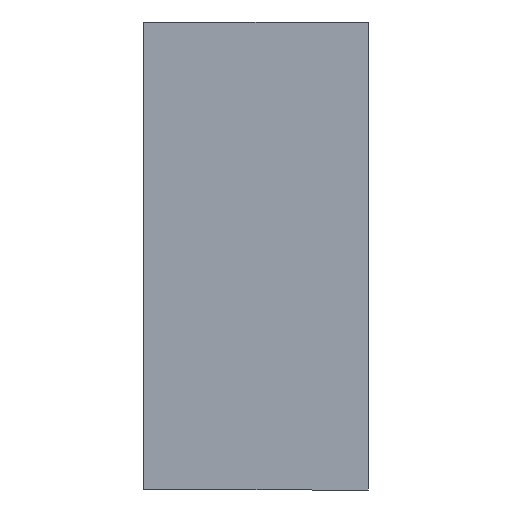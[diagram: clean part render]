
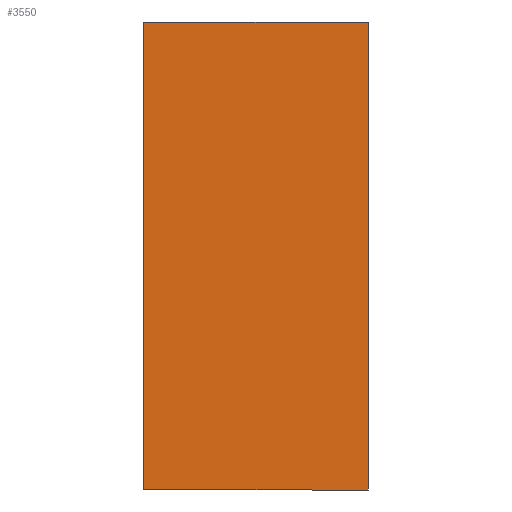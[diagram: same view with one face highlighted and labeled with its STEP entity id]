
A CAD part, front view. The second image highlights one B-rep face of the part: STEP entity #3550.
In plain terms, the highlighted face is planar.
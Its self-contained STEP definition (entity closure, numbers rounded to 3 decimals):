
#1350=CARTESIAN_POINT('',(-81.,0.,-28.));
#1360=VERTEX_POINT('',#1350);
#1390=CARTESIAN_POINT('',(-81.,0.,0.));
#1400=DIRECTION('',(0.,0.,-1.));
#1410=VECTOR('',#1400,1.);
#1420=LINE('',#1390,#1410);
#1430=CARTESIAN_POINT('',(-81.,0.,20.));
#1440=VERTEX_POINT('',#1430);
#1450=EDGE_CURVE('',#1440,#1360,#1420,.T.);
#1890=CARTESIAN_POINT('',(19.,0.,20.));
#1900=VERTEX_POINT('',#1890);
#1930=CARTESIAN_POINT('',(19.,0.,0.));
#1940=DIRECTION('',(0.,0.,-1.));
#1950=VECTOR('',#1940,1.);
#1960=LINE('',#1930,#1950);
#1970=CARTESIAN_POINT('',(19.,0.,-28.));
#1980=VERTEX_POINT('',#1970);
#1990=EDGE_CURVE('',#1900,#1980,#1960,.T.);
#3220=CARTESIAN_POINT('',(0.,0.,20.));
#3230=DIRECTION('',(1.,0.,0.));
#3240=VECTOR('',#3230,1.);
#3250=LINE('',#3220,#3240);
#3260=EDGE_CURVE('',#1440,#1900,#3250,.T.);
#3390=CARTESIAN_POINT('',(19.38,0.,-28.48));
#3400=DIRECTION('',(-0.,1.,0.));
#3410=DIRECTION('',(1.,0.,0.));
#3420=AXIS2_PLACEMENT_3D('',#3390,#3400,#3410);
#3430=PLANE('',#3420);
#3440=ORIENTED_EDGE('',*,*,#3260,.T.);
#3450=ORIENTED_EDGE('',*,*,#1450,.F.);
#3460=CARTESIAN_POINT('',(0.,0.,-28.));
#3470=DIRECTION('',(1.,0.,0.));
#3480=VECTOR('',#3470,1.);
#3490=LINE('',#3460,#3480);
#3500=EDGE_CURVE('',#1360,#1980,#3490,.T.);
#3510=ORIENTED_EDGE('',*,*,#3500,.F.);
#3520=ORIENTED_EDGE('',*,*,#1990,.T.);
#3530=EDGE_LOOP('',(#3520,#3510,#3450,#3440));
#3540=FACE_OUTER_BOUND('',#3530,.T.);
#3550=ADVANCED_FACE('',(#3540),#3430,.T.);
